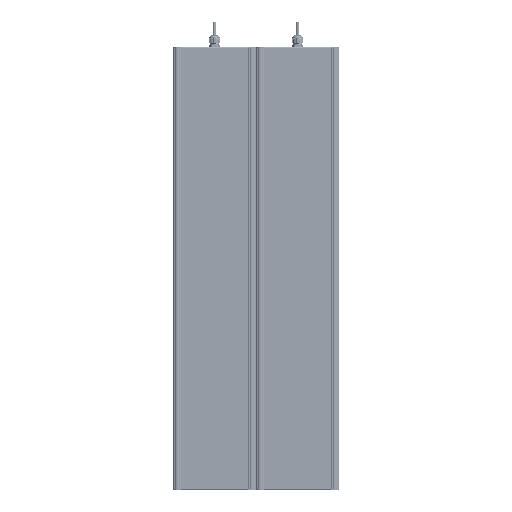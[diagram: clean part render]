
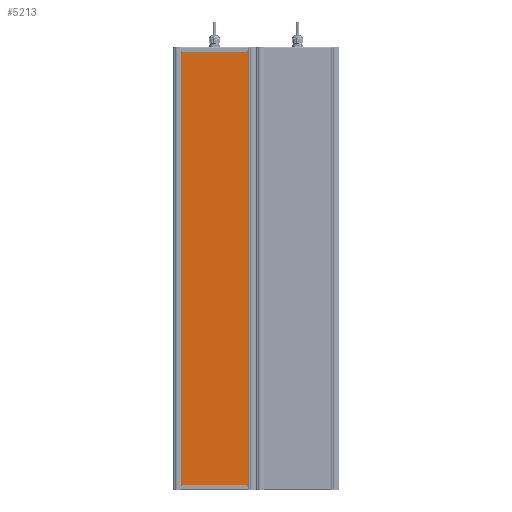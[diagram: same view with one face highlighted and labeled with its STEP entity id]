
A CAD part, front view. The second image highlights one B-rep face of the part: STEP entity #5213.
In plain terms, the highlighted face is planar.
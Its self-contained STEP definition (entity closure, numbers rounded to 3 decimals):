
#5213=ADVANCED_FACE('',(#16850),#16852,.T.);
#16850=FACE_BOUND('',#16851,.T.);
#16851=EDGE_LOOP('',(#47112,#47113,#47114,#47115));
#16852=PLANE('',#16853);
#16853=AXIS2_PLACEMENT_3D('',#16854,#16855,#16856);
#16854=CARTESIAN_POINT('',(2111.497,401.002,-34.582));
#16855=DIRECTION('',(0.,0.,-1.));
#16856=DIRECTION('',(0.,1.,0.));
#47112=ORIENTED_EDGE('',*,*,#55944,.F.);
#47113=ORIENTED_EDGE('',*,*,#55943,.T.);
#47114=ORIENTED_EDGE('',*,*,#55945,.F.);
#47115=ORIENTED_EDGE('',*,*,#55946,.F.);
#55943=EDGE_CURVE('',#62652,#62656,#62658,.T.);
#55944=EDGE_CURVE('',#62652,#62659,#62660,.T.);
#55945=EDGE_CURVE('',#62661,#62656,#62662,.T.);
#55946=EDGE_CURVE('',#62659,#62661,#62663,.T.);
#62652=VERTEX_POINT('',#83254);
#62656=VERTEX_POINT('',#83262);
#62658=LINE('',#83266,#83267);
#62659=VERTEX_POINT('',#83269);
#62660=LINE('',#83270,#83271);
#62661=VERTEX_POINT('',#83273);
#62662=LINE('',#83274,#83275);
#62663=LINE('',#83277,#83278);
#83254=CARTESIAN_POINT('',(2111.497,565.13,-34.582));
#83262=CARTESIAN_POINT('',(3107.497,565.13,-34.582));
#83266=CARTESIAN_POINT('',(2111.497,565.13,-34.582));
#83267=VECTOR('',#83268,1.);
#83268=DIRECTION('',(1.,0.,0.));
#83269=CARTESIAN_POINT('',(2111.497,401.002,-34.582));
#83270=CARTESIAN_POINT('',(2111.497,565.13,-34.582));
#83271=VECTOR('',#83272,1.);
#83272=DIRECTION('',(0.,-1.,0.));
#83273=CARTESIAN_POINT('',(3107.497,401.002,-34.582));
#83274=CARTESIAN_POINT('',(3107.497,401.002,-34.582));
#83275=VECTOR('',#83276,1.);
#83276=DIRECTION('',(0.,1.,0.));
#83277=CARTESIAN_POINT('',(2111.497,401.002,-34.582));
#83278=VECTOR('',#83279,1.);
#83279=DIRECTION('',(1.,0.,0.));
